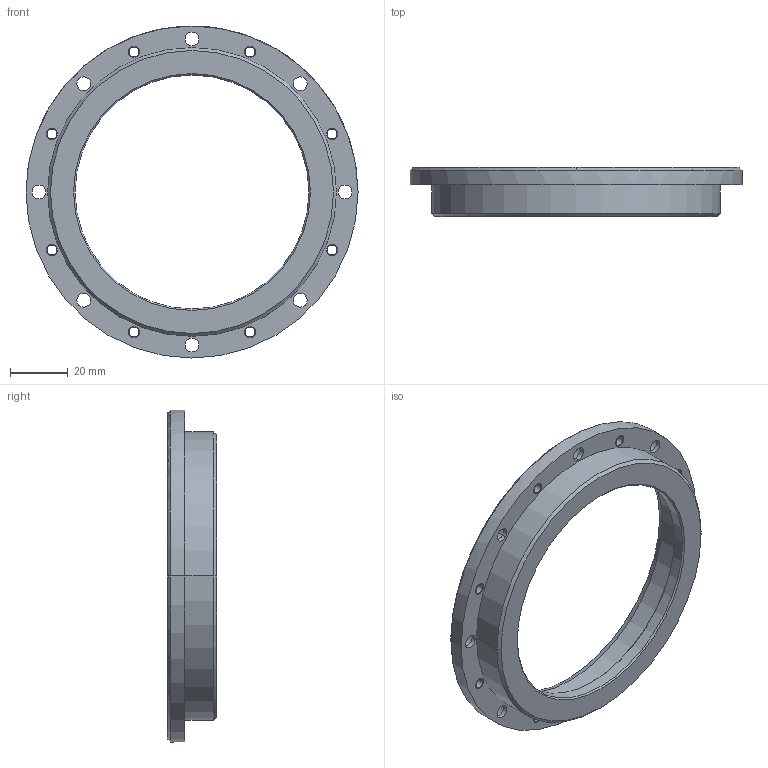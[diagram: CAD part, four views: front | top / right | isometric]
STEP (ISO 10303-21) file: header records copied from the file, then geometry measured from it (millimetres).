
FILE_DESCRIPTION((''),'2;1');
FILE_NAME('FLASQUE_RA','2021-10-06T07:55:42',('laure'),(''),'CREO PARAMETRIC BY PTC INC, 2020281','CREO PARAMETRIC BY PTC INC, 2020281','');
FILE_SCHEMA(('CONFIG_CONTROL_DESIGN'));
Length unit declared in the file: millimetre
Products named in the file (1): FLASQUE_RA
Bounding box: 115 x 17 x 115 mm (x, y, z)
Volume: 43785.3 mm3; surface area: 21741.8 mm2
Topology: 1 solids, 9 shells, 94 faces, 259 edges, 169 vertices
Faces by surface type: cylinder 72, plane 12, cone 10
Entity records: 3206 total; most frequent: CARTESIAN_POINT 594, DIRECTION 594, ORIENTED_EDGE 486, EDGE_CURVE 259, AXIS2_PLACEMENT_3D 256, VERTEX_POINT 169, CIRCLE 161, EDGE_LOOP 130
